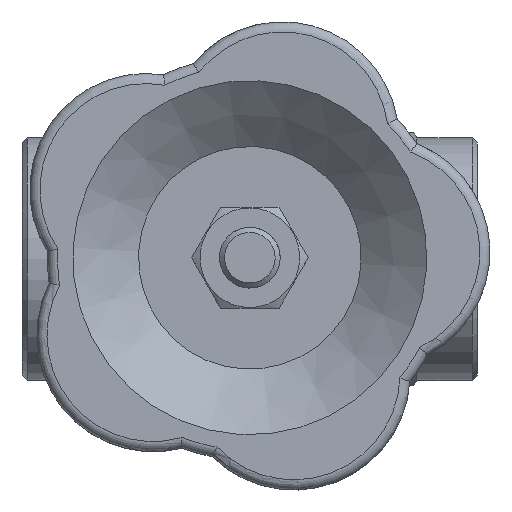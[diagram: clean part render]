
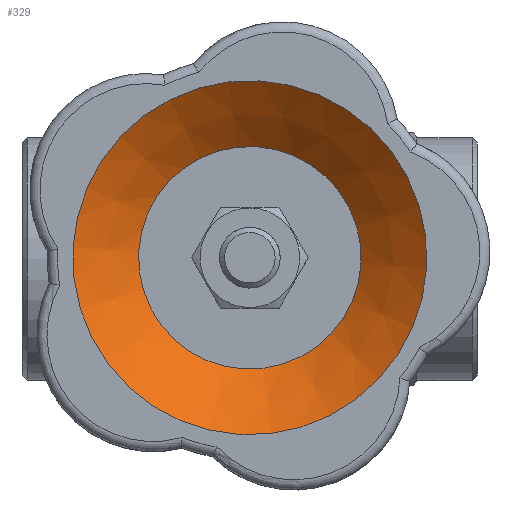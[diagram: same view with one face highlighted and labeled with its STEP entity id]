
A CAD part, top view. The second image highlights one B-rep face of the part: STEP entity #329.
In plain terms, the highlighted conical face has half-angle 49.764 degrees and reference radius 11 mm.
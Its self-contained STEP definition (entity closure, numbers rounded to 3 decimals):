
#329 = ADVANCED_FACE( '', ( #694, #695 ), #696, .F. );
#694 = FACE_OUTER_BOUND( '', #1053, .T. );
#695 = FACE_BOUND( '', #1054, .T. );
#696 = CONICAL_SURFACE( '', #1055, 11., 0.869 );
#1053 = EDGE_LOOP( '', ( #1829 ) );
#1054 = EDGE_LOOP( '', ( #1830 ) );
#1055 = AXIS2_PLACEMENT_3D( '', #1831, #1832, #1833 );
#1829 = ORIENTED_EDGE( '', *, *, #1917, .F. );
#1830 = ORIENTED_EDGE( '', *, *, #2123, .T. );
#1831 = CARTESIAN_POINT( '', ( 0., 0., 75.975 ) );
#1832 = DIRECTION( '', ( 0., 0., 1. ) );
#1833 = DIRECTION( '', ( 0.548, 0.837, 0. ) );
#1917 = EDGE_CURVE( '', #2261, #2261, #2262, .T. );
#2123 = EDGE_CURVE( '', #2532, #2532, #2533, .T. );
#2261 = VERTEX_POINT( '', #3086 );
#2262 = CIRCLE( '', #3087, 17.5 );
#2532 = VERTEX_POINT( '', #3863 );
#2533 = CIRCLE( '', #3864, 11. );
#3086 = CARTESIAN_POINT( '', ( -9.587, -14.64, 81.475 ) );
#3087 = AXIS2_PLACEMENT_3D( '', #3948, #3949, #3950 );
#3863 = CARTESIAN_POINT( '', ( -6.026, -9.203, 75.975 ) );
#3864 = AXIS2_PLACEMENT_3D( '', #4149, #4150, #4151 );
#3948 = CARTESIAN_POINT( '', ( 0., 0., 81.475 ) );
#3949 = DIRECTION( '', ( 0., 0., -1. ) );
#3950 = DIRECTION( '', ( -0.548, -0.837, 0. ) );
#4149 = CARTESIAN_POINT( '', ( 0., 0., 75.975 ) );
#4150 = DIRECTION( '', ( 0., 0., -1. ) );
#4151 = DIRECTION( '', ( -0.548, -0.837, 0. ) );
